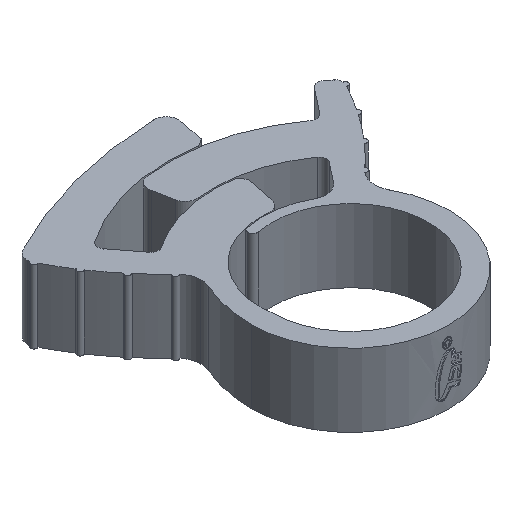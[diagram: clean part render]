
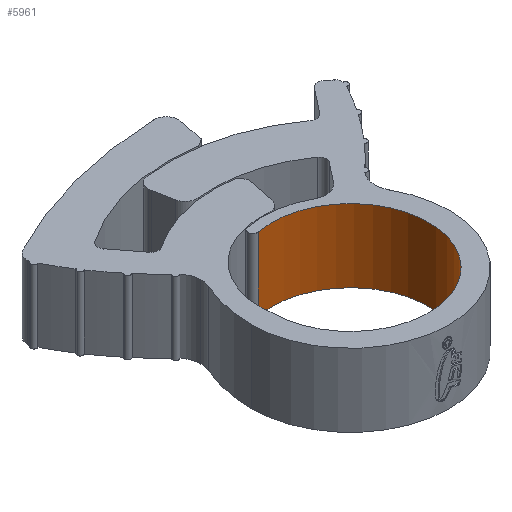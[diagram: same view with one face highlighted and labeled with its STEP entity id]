
A CAD part, isometric view. The second image highlights one B-rep face of the part: STEP entity #5961.
In plain terms, the highlighted cylindrical face has radius 6.45 mm (diameter 12.9 mm), a partial arc.
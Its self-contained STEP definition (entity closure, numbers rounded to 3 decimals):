
#262 = DIRECTION ( 'NONE',  ( 0., 0., -1. ) ) ;
#362 = LINE ( 'NONE', #748, #4607 ) ;
#558 = DIRECTION ( 'NONE',  ( 0., 0., -1. ) ) ;
#580 = AXIS2_PLACEMENT_3D ( 'NONE', #6223, #5785, #1157 ) ;
#667 = VECTOR ( 'NONE', #3501, 1000. ) ;
#723 = CYLINDRICAL_SURFACE ( 'NONE', #580, 6.45 ) ;
#748 = CARTESIAN_POINT ( 'NONE',  ( -6.45, 0., 3. ) ) ;
#1006 = CARTESIAN_POINT ( 'NONE',  ( -1.25, 6.328, -3. ) ) ;
#1089 = LINE ( 'NONE', #4041, #667 ) ;
#1157 = DIRECTION ( 'NONE',  ( -1., 0., 0. ) ) ;
#1948 = AXIS2_PLACEMENT_3D ( 'NONE', #4040, #558, #6048 ) ;
#2268 = CIRCLE ( 'NONE', #5369, 6.45 ) ;
#2370 = CIRCLE ( 'NONE', #1948, 6.45 ) ;
#2729 = CARTESIAN_POINT ( 'NONE',  ( -6.45, 0., -3. ) ) ;
#2761 = FACE_OUTER_BOUND ( 'NONE', #2783, .T. ) ;
#2783 = EDGE_LOOP ( 'NONE', ( #2797, #3128, #4533, #6403 ) ) ;
#2797 = ORIENTED_EDGE ( 'NONE', *, *, #4222, .T. ) ;
#2834 = VERTEX_POINT ( 'NONE', #4518 ) ;
#3122 = DIRECTION ( 'NONE',  ( -1., 0., 0. ) ) ;
#3128 = ORIENTED_EDGE ( 'NONE', *, *, #4116, .F. ) ;
#3152 = CARTESIAN_POINT ( 'NONE',  ( 0., 0., 3. ) ) ;
#3501 = DIRECTION ( 'NONE',  ( 0., 0., -1. ) ) ;
#4018 = VERTEX_POINT ( 'NONE', #2729 ) ;
#4040 = CARTESIAN_POINT ( 'NONE',  ( 0., 0., -3. ) ) ;
#4041 = CARTESIAN_POINT ( 'NONE',  ( -1.25, 6.328, 3. ) ) ;
#4116 = EDGE_CURVE ( 'NONE', #5141, #4018, #362, .T. ) ;
#4222 = EDGE_CURVE ( 'NONE', #5842, #4018, #2370, .T. ) ;
#4518 = CARTESIAN_POINT ( 'NONE',  ( -1.25, 6.328, 3. ) ) ;
#4533 = ORIENTED_EDGE ( 'NONE', *, *, #5618, .F. ) ;
#4607 = VECTOR ( 'NONE', #262, 1000. ) ;
#5099 = EDGE_CURVE ( 'NONE', #2834, #5842, #1089, .T. ) ;
#5141 = VERTEX_POINT ( 'NONE', #5619 ) ;
#5369 = AXIS2_PLACEMENT_3D ( 'NONE', #3152, #5671, #3122 ) ;
#5618 = EDGE_CURVE ( 'NONE', #2834, #5141, #2268, .T. ) ;
#5619 = CARTESIAN_POINT ( 'NONE',  ( -6.45, 0., 3. ) ) ;
#5671 = DIRECTION ( 'NONE',  ( 0., 0., -1. ) ) ;
#5785 = DIRECTION ( 'NONE',  ( 0., 0., -1. ) ) ;
#5842 = VERTEX_POINT ( 'NONE', #1006 ) ;
#5961 = ADVANCED_FACE ( 'NONE', ( #2761 ), #723, .F. ) ;
#6048 = DIRECTION ( 'NONE',  ( -1., 0., 0. ) ) ;
#6223 = CARTESIAN_POINT ( 'NONE',  ( 0., 0., 3. ) ) ;
#6403 = ORIENTED_EDGE ( 'NONE', *, *, #5099, .T. ) ;
